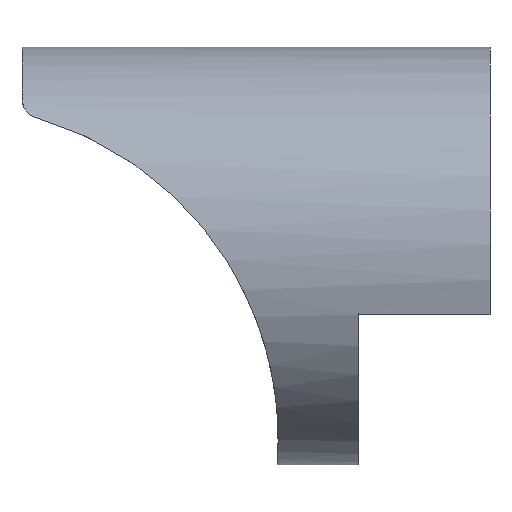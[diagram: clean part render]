
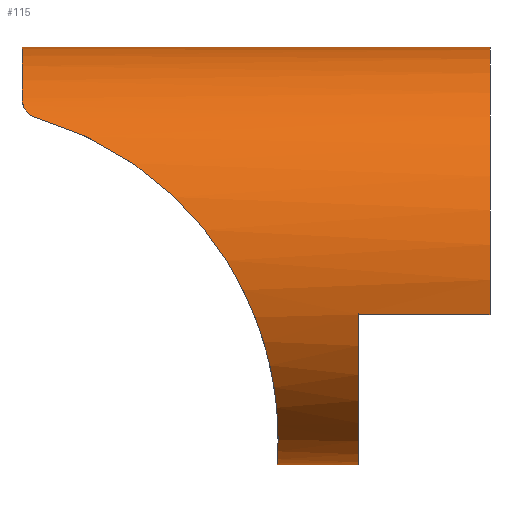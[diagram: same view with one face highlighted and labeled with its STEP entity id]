
A CAD part, left-side view. The second image highlights one B-rep face of the part: STEP entity #115.
In plain terms, the highlighted cylindrical face has radius 7.938 mm (diameter 15.875 mm), a partial arc.
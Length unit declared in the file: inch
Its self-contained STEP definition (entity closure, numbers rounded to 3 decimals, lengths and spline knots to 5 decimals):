
#4 = ORIENTED_EDGE ( 'NONE', *, *, #48, .T. ) ;
#8 = VECTOR ( 'NONE', #277, 39.37008 ) ;
#10 = CARTESIAN_POINT ( 'NONE',  ( -0.21721, 0.6981, 0.22471 ) ) ;
#11 = ORIENTED_EDGE ( 'NONE', *, *, #184, .F. ) ;
#13 = CARTESIAN_POINT ( 'NONE',  ( -0.12384, 0.31717, -0.28706 ) ) ;
#17 = LINE ( 'NONE', #136, #8 ) ;
#18 = CARTESIAN_POINT ( 'NONE',  ( -0.28865, 0.50863, 0.12035 ) ) ;
#19 = DIRECTION ( 'NONE',  ( 0., 1., 0. ) ) ;
#21 = B_SPLINE_CURVE_WITH_KNOTS ( 'NONE', 3,
 ( #321, #100, #269, #71, #238, #44, #18, #182, #359, #327, #127, #299, #99, #268, #70, #43, #209, #181, #261, #319, #66, #121, #233, #358, #152, #324, #124, #298, #96, #266, #67, #41, #208, #13, #179, #356, #150, #296, #94, #262 ),
 .UNSPECIFIED., .F., .F.,
 ( 4, 2, 2, 2, 2, 2, 2, 2, 2, 2, 2, 2, 2, 2, 2, 2, 2, 2, 2, 4 ),
 ( 0.00058, 0.00333, 0.0047, 0.00608, 0.00746, 0.00814, 0.00883, 0.01021, 0.01089, 0.01158, 0.01296, 0.01364, 0.01433, 0.01571, 0.01708, 0.01846, 0.01914, 0.01983, 0.02121, 0.02258 ),
 .UNSPECIFIED. ) ;
#24 = FACE_OUTER_BOUND ( 'NONE', #45, .T. ) ;
#25 = DIRECTION ( 'NONE',  ( 0., -1., 0. ) ) ;
#28 = VERTEX_POINT ( 'NONE', #128 ) ;
#33 = AXIS2_PLACEMENT_3D ( 'NONE', #270, #19, #156 ) ;
#36 = ORIENTED_EDGE ( 'NONE', *, *, #302, .F. ) ;
#37 = CARTESIAN_POINT ( 'NONE',  ( 0., 0.7, -0.3125 ) ) ;
#41 = CARTESIAN_POINT ( 'NONE',  ( -0.14853, 0.31698, -0.2751 ) ) ;
#43 = CARTESIAN_POINT ( 'NONE',  ( -0.31193, 0.38578, -0.02038 ) ) ;
#44 = CARTESIAN_POINT ( 'NONE',  ( -0.284, 0.52252, 0.13084 ) ) ;
#45 = EDGE_LOOP ( 'NONE', ( #36, #180, #275, #4, #167, #11, #81, #161 ) ) ;
#48 = EDGE_CURVE ( 'NONE', #191, #175, #21, .T. ) ;
#62 = CIRCLE ( 'NONE', #33, 0.3125 ) ;
#63 = EDGE_CURVE ( 'NONE', #92, #191, #287, .T. ) ;
#64 = CARTESIAN_POINT ( 'NONE',  ( -0.20841, 0.7, 0.23289 ) ) ;
#65 = VERTEX_POINT ( 'NONE', #158 ) ;
#66 = CARTESIAN_POINT ( 'NONE',  ( -0.29887, 0.35049, -0.09289 ) ) ;
#67 = CARTESIAN_POINT ( 'NONE',  ( -0.17226, 0.31707, -0.26137 ) ) ;
#68 = CARTESIAN_POINT ( 'NONE',  ( 0., 0., 0.3125 ) ) ;
#70 = CARTESIAN_POINT ( 'NONE',  ( -0.31287, 0.39996, 0.0028 ) ) ;
#71 = CARTESIAN_POINT ( 'NONE',  ( -0.26896, 0.56643, 0.15941 ) ) ;
#77 = CARTESIAN_POINT ( 'NONE',  ( -0.23432, 0.67832, 0.20676 ) ) ;
#79 = CARTESIAN_POINT ( 'NONE',  ( 0., 0.7, 0. ) ) ;
#81 = ORIENTED_EDGE ( 'NONE', *, *, #135, .T. ) ;
#91 = CARTESIAN_POINT ( 'NONE',  ( -0.23432, 0.67832, 0.20676 ) ) ;
#92 = VERTEX_POINT ( 'NONE', #231 ) ;
#94 = CARTESIAN_POINT ( 'NONE',  ( -0.0181, 0.31851, -0.3125 ) ) ;
#96 = CARTESIAN_POINT ( 'NONE',  ( -0.21492, 0.31899, -0.22759 ) ) ;
#98 = LINE ( 'NONE', #37, #237 ) ;
#99 = CARTESIAN_POINT ( 'NONE',  ( -0.31011, 0.42691, 0.03929 ) ) ;
#100 = CARTESIAN_POINT ( 'NONE',  ( -0.24295, 0.64444, 0.19698 ) ) ;
#102 = EDGE_CURVE ( 'NONE', #175, #219, #98, .T. ) ;
#109 = DIRECTION ( 'NONE',  ( 0., 0., 1. ) ) ;
#115 = ADVANCED_FACE ( 'NONE', ( #24 ), #157, .T. ) ;
#118 = AXIS2_PLACEMENT_3D ( 'NONE', #350, #260, #147 ) ;
#119 = CARTESIAN_POINT ( 'NONE',  ( -0.2317, 0.6856, 0.20972 ) ) ;
#121 = CARTESIAN_POINT ( 'NONE',  ( -0.28988, 0.34207, -0.11704 ) ) ;
#124 = CARTESIAN_POINT ( 'NONE',  ( -0.25116, 0.32439, -0.18682 ) ) ;
#126 = AXIS2_PLACEMENT_3D ( 'NONE', #79, #281, #109 ) ;
#127 = CARTESIAN_POINT ( 'NONE',  ( -0.30676, 0.4445, 0.06003 ) ) ;
#128 = CARTESIAN_POINT ( 'NONE',  ( -0.3, 0., -0.0875 ) ) ;
#129 = DIRECTION ( 'NONE',  ( 0., -1., 0. ) ) ;
#135 = EDGE_CURVE ( 'NONE', #303, #28, #17, .T. ) ;
#136 = CARTESIAN_POINT ( 'NONE',  ( -0.3, 0.0985, -0.0875 ) ) ;
#146 = CIRCLE ( 'NONE', #126, 0.3125 ) ;
#147 = DIRECTION ( 'NONE',  ( 0., 0., -1. ) ) ;
#150 = CARTESIAN_POINT ( 'NONE',  ( -0.07238, 0.31795, -0.30456 ) ) ;
#152 = CARTESIAN_POINT ( 'NONE',  ( -0.27484, 0.33272, -0.14899 ) ) ;
#153 = CARTESIAN_POINT ( 'NONE',  ( -0.3, 0.197, -0.0875 ) ) ;
#156 = DIRECTION ( 'NONE',  ( 0., 0., 1. ) ) ;
#157 = CYLINDRICAL_SURFACE ( 'NONE', #118, 0.3125 ) ;
#158 = CARTESIAN_POINT ( 'NONE',  ( 0., 0.7, 0.3125 ) ) ;
#161 = ORIENTED_EDGE ( 'NONE', *, *, #264, .T. ) ;
#167 = ORIENTED_EDGE ( 'NONE', *, *, #102, .T. ) ;
#175 = VERTEX_POINT ( 'NONE', #190 ) ;
#176 = CARTESIAN_POINT ( 'NONE',  ( -0.22004, 0.6969, 0.22193 ) ) ;
#179 = CARTESIAN_POINT ( 'NONE',  ( -0.11545, 0.31728, -0.29053 ) ) ;
#180 = ORIENTED_EDGE ( 'NONE', *, *, #202, .F. ) ;
#181 = CARTESIAN_POINT ( 'NONE',  ( -0.30946, 0.37263, -0.04423 ) ) ;
#182 = CARTESIAN_POINT ( 'NONE',  ( -0.29702, 0.48189, 0.09787 ) ) ;
#184 = EDGE_CURVE ( 'NONE', #303, #219, #225, .T. ) ;
#189 = CARTESIAN_POINT ( 'NONE',  ( 0., 0.197, 0. ) ) ;
#190 = CARTESIAN_POINT ( 'NONE',  ( 0., 0.31851, -0.3125 ) ) ;
#191 = VERTEX_POINT ( 'NONE', #77 ) ;
#202 = EDGE_CURVE ( 'NONE', #92, #65, #146, .T. ) ;
#203 = LINE ( 'NONE', #240, #367 ) ;
#204 = CARTESIAN_POINT ( 'NONE',  ( -0.21141, 0.69964, 0.23017 ) ) ;
#208 = CARTESIAN_POINT ( 'NONE',  ( -0.14036, 0.31702, -0.27935 ) ) ;
#209 = CARTESIAN_POINT ( 'NONE',  ( -0.31133, 0.38126, -0.02824 ) ) ;
#219 = VERTEX_POINT ( 'NONE', #309 ) ;
#225 = CIRCLE ( 'NONE', #344, 0.3125 ) ;
#227 = DIRECTION ( 'NONE',  ( 0., -1., 0. ) ) ;
#230 = CARTESIAN_POINT ( 'NONE',  ( -0.20532, 0.7, 0.23559 ) ) ;
#231 = CARTESIAN_POINT ( 'NONE',  ( -0.20532, 0.7, 0.23559 ) ) ;
#233 = CARTESIAN_POINT ( 'NONE',  ( -0.28652, 0.33951, -0.12506 ) ) ;
#237 = VECTOR ( 'NONE', #227, 39.37008 ) ;
#238 = CARTESIAN_POINT ( 'NONE',  ( -0.27417, 0.55139, 0.15035 ) ) ;
#240 = CARTESIAN_POINT ( 'NONE',  ( 0., 0.7, 0.3125 ) ) ;
#260 = DIRECTION ( 'NONE',  ( 0., -1., 0. ) ) ;
#261 = CARTESIAN_POINT ( 'NONE',  ( -0.30819, 0.36852, -0.05238 ) ) ;
#262 = CARTESIAN_POINT ( 'NONE',  ( 0., 0.31851, -0.3125 ) ) ;
#264 = EDGE_CURVE ( 'NONE', #28, #332, #62, .T. ) ;
#266 = CARTESIAN_POINT ( 'NONE',  ( -0.18712, 0.31738, -0.25094 ) ) ;
#268 = CARTESIAN_POINT ( 'NONE',  ( -0.31233, 0.41024, 0.01772 ) ) ;
#269 = CARTESIAN_POINT ( 'NONE',  ( -0.25337, 0.61243, 0.18394 ) ) ;
#270 = CARTESIAN_POINT ( 'NONE',  ( 0., 0., 0. ) ) ;
#275 = ORIENTED_EDGE ( 'NONE', *, *, #63, .T. ) ;
#277 = DIRECTION ( 'NONE',  ( 0., -1., 0. ) ) ;
#281 = DIRECTION ( 'NONE',  ( 0., 1., 0. ) ) ;
#287 = B_SPLINE_CURVE_WITH_KNOTS ( 'NONE', 3,
 ( #230, #64, #204, #10, #176, #351, #318, #119, #291, #91 ),
 .UNSPECIFIED., .F., .F.,
 ( 4, 2, 2, 2, 4 ),
 ( 0., 0.00031, 0.00062, 0.00093, 0.00124 ),
 .UNSPECIFIED. ) ;
#291 = CARTESIAN_POINT ( 'NONE',  ( -0.23333, 0.68219, 0.20788 ) ) ;
#296 = CARTESIAN_POINT ( 'NONE',  ( -0.03627, 0.31838, -0.31093 ) ) ;
#298 = CARTESIAN_POINT ( 'NONE',  ( -0.22796, 0.32031, -0.21452 ) ) ;
#299 = CARTESIAN_POINT ( 'NONE',  ( -0.30912, 0.43269, 0.04636 ) ) ;
#302 = EDGE_CURVE ( 'NONE', #65, #332, #203, .T. ) ;
#303 = VERTEX_POINT ( 'NONE', #153 ) ;
#308 = DIRECTION ( 'NONE',  ( 0., 0., -1. ) ) ;
#309 = CARTESIAN_POINT ( 'NONE',  ( 0., 0.197, -0.3125 ) ) ;
#318 = CARTESIAN_POINT ( 'NONE',  ( -0.22767, 0.69122, 0.21409 ) ) ;
#319 = CARTESIAN_POINT ( 'NONE',  ( -0.30339, 0.35706, -0.07669 ) ) ;
#321 = CARTESIAN_POINT ( 'NONE',  ( -0.23432, 0.67832, 0.20676 ) ) ;
#324 = CARTESIAN_POINT ( 'NONE',  ( -0.26142, 0.32715, -0.17215 ) ) ;
#327 = CARTESIAN_POINT ( 'NONE',  ( -0.30538, 0.45053, 0.06665 ) ) ;
#332 = VERTEX_POINT ( 'NONE', #68 ) ;
#344 = AXIS2_PLACEMENT_3D ( 'NONE', #189, #25, #308 ) ;
#350 = CARTESIAN_POINT ( 'NONE',  ( 0., 0.7, 0. ) ) ;
#351 = CARTESIAN_POINT ( 'NONE',  ( -0.22525, 0.69347, 0.21664 ) ) ;
#356 = CARTESIAN_POINT ( 'NONE',  ( -0.08991, 0.31765, -0.29984 ) ) ;
#358 = CARTESIAN_POINT ( 'NONE',  ( -0.27901, 0.33483, -0.14103 ) ) ;
#359 = CARTESIAN_POINT ( 'NONE',  ( -0.30076, 0.46903, 0.08588 ) ) ;
#367 = VECTOR ( 'NONE', #129, 39.37008 ) ;
